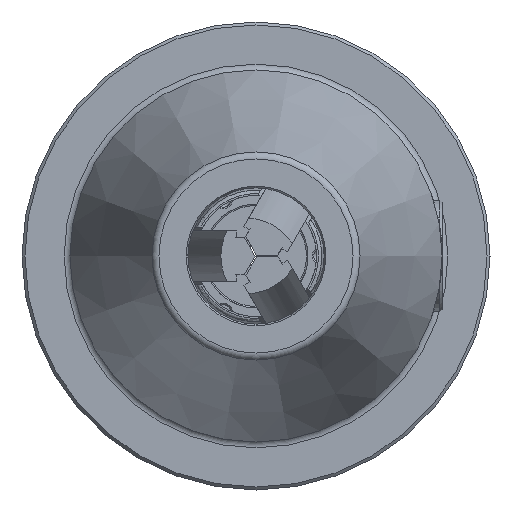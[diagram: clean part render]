
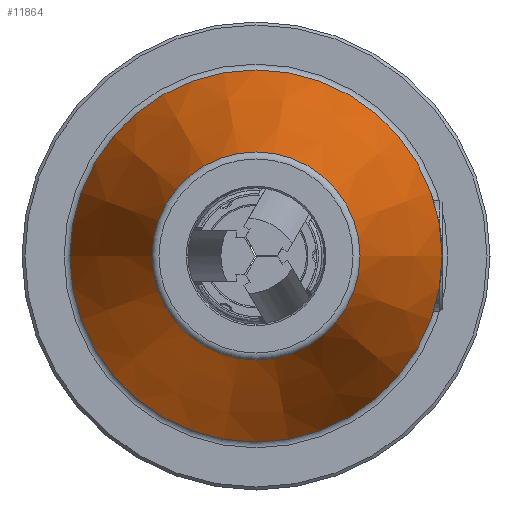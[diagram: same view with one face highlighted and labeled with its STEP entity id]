
A CAD part, left-side view. The second image highlights one B-rep face of the part: STEP entity #11864.
In plain terms, the highlighted conical face has half-angle 20 degrees and reference radius 25.05 mm.
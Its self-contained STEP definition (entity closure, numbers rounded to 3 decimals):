
#1028=CIRCLE('',#12843,14.006);
#1029=CIRCLE('',#12844,14.006);
#1033=CIRCLE('',#12849,25.05);
#1034=CIRCLE('',#12850,25.05);
#1586=CONICAL_SURFACE('',#12848,25.05,0.349);
#1804=FACE_OUTER_BOUND('',#2467,.T.);
#2467=EDGE_LOOP('',(#8412,#8413,#8414,#8415,#8416,#8417));
#3184=LINE('',#21380,#3716);
#3716=VECTOR('',#14671,25.05);
#4837=VERTEX_POINT('',#21366);
#4838=VERTEX_POINT('',#21367);
#4841=VERTEX_POINT('',#21376);
#4842=VERTEX_POINT('',#21377);
#6236=EDGE_CURVE('',#4837,#4838,#1028,.T.);
#6237=EDGE_CURVE('',#4838,#4837,#1029,.T.);
#6241=EDGE_CURVE('',#4841,#4842,#1033,.T.);
#6242=EDGE_CURVE('',#4842,#4841,#1034,.T.);
#6243=EDGE_CURVE('',#4842,#4838,#3184,.T.);
#8412=ORIENTED_EDGE('',*,*,#6241,.F.);
#8413=ORIENTED_EDGE('',*,*,#6242,.F.);
#8414=ORIENTED_EDGE('',*,*,#6243,.T.);
#8415=ORIENTED_EDGE('',*,*,#6237,.T.);
#8416=ORIENTED_EDGE('',*,*,#6236,.T.);
#8417=ORIENTED_EDGE('',*,*,#6243,.F.);
#11864=ADVANCED_FACE('',(#1804),#1586,.T.);
#12843=AXIS2_PLACEMENT_3D('',#21368,#14655,#14656);
#12844=AXIS2_PLACEMENT_3D('',#21369,#14657,#14658);
#12848=AXIS2_PLACEMENT_3D('',#21375,#14665,#14666);
#12849=AXIS2_PLACEMENT_3D('',#21378,#14667,#14668);
#12850=AXIS2_PLACEMENT_3D('',#21379,#14669,#14670);
#14655=DIRECTION('center_axis',(0.,-1.,0.));
#14656=DIRECTION('ref_axis',(0.,0.,-1.));
#14657=DIRECTION('center_axis',(0.,-1.,0.));
#14658=DIRECTION('ref_axis',(0.,0.,-1.));
#14665=DIRECTION('center_axis',(0.,-1.,0.));
#14666=DIRECTION('ref_axis',(0.,0.,-1.));
#14667=DIRECTION('center_axis',(0.,-1.,0.));
#14668=DIRECTION('ref_axis',(0.,0.,-1.));
#14669=DIRECTION('center_axis',(0.,-1.,0.));
#14670=DIRECTION('ref_axis',(0.,0.,-1.));
#14671=DIRECTION('',(0.,0.94,-0.342));
#21366=CARTESIAN_POINT('',(0.,74.342,-14.006));
#21367=CARTESIAN_POINT('',(0.,74.342,14.006));
#21368=CARTESIAN_POINT('Origin',(0.,74.342,0.));
#21369=CARTESIAN_POINT('Origin',(0.,74.342,0.));
#21375=CARTESIAN_POINT('Origin',(0.,44.,0.));
#21376=CARTESIAN_POINT('',(0.,44.,-25.05));
#21377=CARTESIAN_POINT('',(0.,44.,25.05));
#21378=CARTESIAN_POINT('Origin',(0.,44.,0.));
#21379=CARTESIAN_POINT('Origin',(0.,44.,0.));
#21380=CARTESIAN_POINT('',(0.,44.,25.05));
